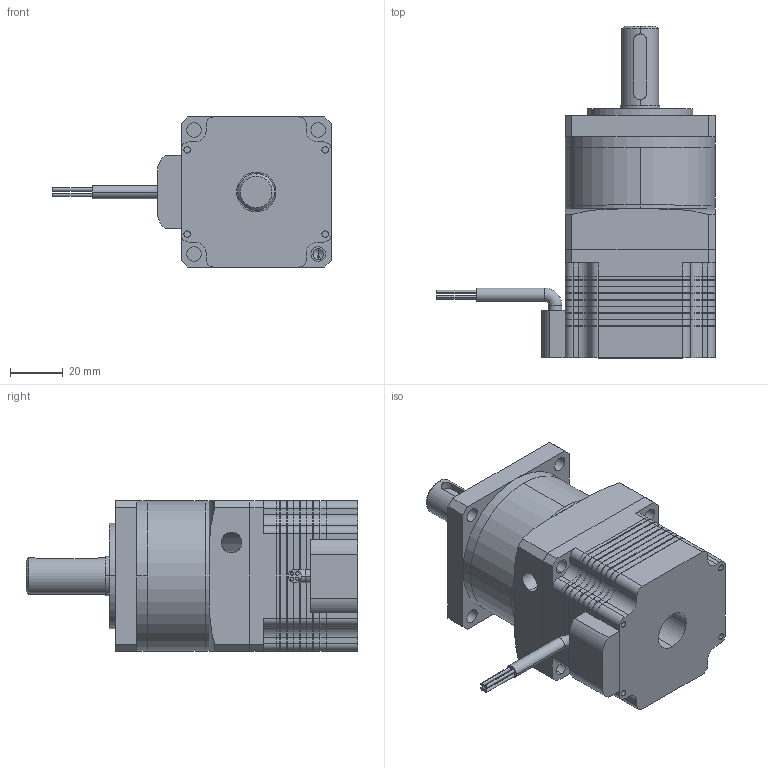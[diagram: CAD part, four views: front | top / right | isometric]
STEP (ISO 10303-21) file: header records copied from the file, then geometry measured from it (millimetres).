
FILE_DESCRIPTION (( 'STEP AP214' ), '1' );
FILE_NAME ('57H241AG媼撰熬厒掀.STEP', '2022-10-24T00:55:22', ( '' ), ( '' ), 'SwSTEP 2.0', 'SolidWorks 2020', '' );
FILE_SCHEMA (( 'AUTOMOTIVE_DESIGN' ));
Length unit declared in the file: millimetre
Products named in the file (10): 媼撰熬厒儂57H241AG; 媼撰熬厒儂翋极57H241AG; 綴傷裔; 二级减速机后端盖; 57H241AG萇儂隅赽; 57H241AG媼撰粣; ヶ傷裔; 諉盄傷赽; 57H241AG媼撰熬厒掀; 媼撰熬厒儂ヶ傷裔
Assembly tree (9 placements, depth 3):
  57H241AG媼撰熬厒掀
    57H241AG萇儂隅赽
    ヶ傷裔
    綴傷裔
    媼撰熬厒儂57H241AG
      二级减速机后端盖
      媼撰熬厒儂ヶ傷裔
      媼撰熬厒儂翋极57H241AG
    57H241AG媼撰粣
    諉盄傷赽
Bounding box: 105.73 x 126 x 57 mm (x, y, z)
Volume: 267687.2 mm3; surface area: 69231.1 mm2
Topology: 9 solids, 9 shells, 1018 faces, 2163 edges, 1188 vertices
Faces by surface type: plane 681, cylinder 323, cone 8, torus 6
Entity records: 27298 total; most frequent: DIRECTION 4859, CARTESIAN_POINT 4672, ORIENTED_EDGE 4322, EDGE_CURVE 2161, AXIS2_PLACEMENT_3D 1687, VECTOR 1485, LINE 1485, VERTEX_POINT 1188
